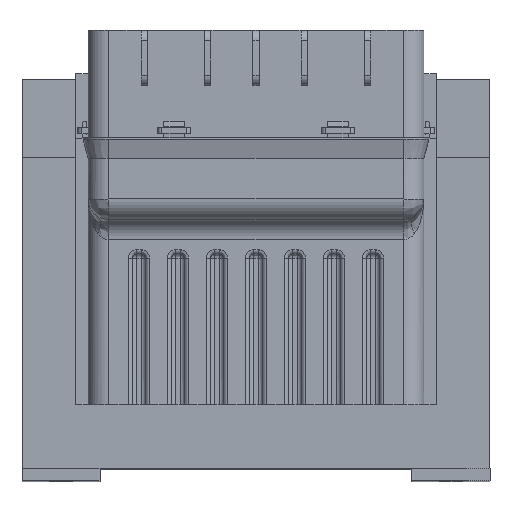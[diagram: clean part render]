
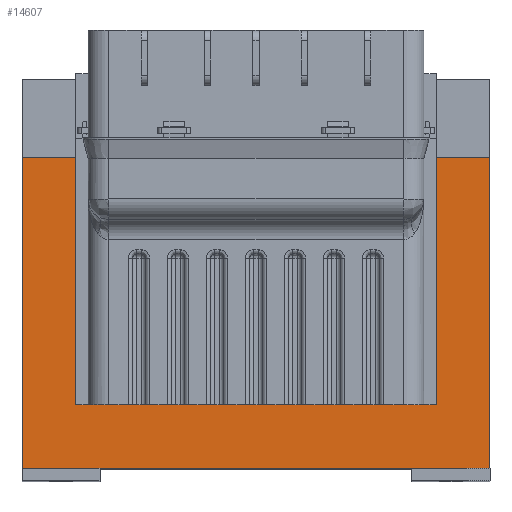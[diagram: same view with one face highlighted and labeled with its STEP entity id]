
A CAD part, top view. The second image highlights one B-rep face of the part: STEP entity #14607.
In plain terms, the highlighted planar face has unit normal (0, 0, 1).
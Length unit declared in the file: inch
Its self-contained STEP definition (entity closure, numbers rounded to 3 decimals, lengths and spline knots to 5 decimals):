
#9 = CARTESIAN_POINT ( 'NONE',  ( -2.24409, -0.74803, 0.7874 ) ) ;
#162 = EDGE_CURVE ( 'NONE', #3795, #5747, #17047, .T. ) ;
#418 = LINE ( 'NONE', #1574, #13134 ) ;
#1574 = CARTESIAN_POINT ( 'NONE',  ( -2.24409, -3.74016, 0.7874 ) ) ;
#1868 = EDGE_CURVE ( 'NONE', #3563, #7580, #7034, .T. ) ;
#1871 = FACE_OUTER_BOUND ( 'NONE', #11224, .T. ) ;
#2119 = CARTESIAN_POINT ( 'NONE',  ( 2.24409, -3.74016, 0.7874 ) ) ;
#3563 = VERTEX_POINT ( 'NONE', #19817 ) ;
#3707 = CARTESIAN_POINT ( 'NONE',  ( -2.24409, -0.74803, 0.7874 ) ) ;
#3795 = VERTEX_POINT ( 'NONE', #9 ) ;
#5747 = VERTEX_POINT ( 'NONE', #10161 ) ;
#5804 = LINE ( 'NONE', #6452, #14134 ) ;
#6447 = DIRECTION ( 'NONE',  ( 0., -1., 0. ) ) ;
#6452 = CARTESIAN_POINT ( 'NONE',  ( -2.24409, -0.74803, 0.7874 ) ) ;
#7034 = LINE ( 'NONE', #19934, #15891 ) ;
#7580 = VERTEX_POINT ( 'NONE', #2119 ) ;
#8773 = DIRECTION ( 'NONE',  ( -1., 0., 0. ) ) ;
#9997 = DIRECTION ( 'NONE',  ( 0., -1., 0. ) ) ;
#10161 = CARTESIAN_POINT ( 'NONE',  ( -2.24409, -3.74016, 0.7874 ) ) ;
#10554 = VECTOR ( 'NONE', #6447, 39.37008 ) ;
#11224 = EDGE_LOOP ( 'NONE', ( #20295, #20099, #15918, #15549 ) ) ;
#11334 = EDGE_CURVE ( 'NONE', #5747, #7580, #418, .T. ) ;
#13134 = VECTOR ( 'NONE', #16439, 39.37008 ) ;
#13999 = AXIS2_PLACEMENT_3D ( 'NONE', #3707, #18704, #8773 ) ;
#14134 = VECTOR ( 'NONE', #19794, 39.37008 ) ;
#14607 = ADVANCED_FACE ( 'NONE', ( #1871 ), #15388, .F. ) ;
#15388 = PLANE ( 'NONE',  #13999 ) ;
#15549 = ORIENTED_EDGE ( 'NONE', *, *, #162, .T. ) ;
#15891 = VECTOR ( 'NONE', #9997, 39.37008 ) ;
#15918 = ORIENTED_EDGE ( 'NONE', *, *, #19669, .F. ) ;
#16439 = DIRECTION ( 'NONE',  ( 1., 0., 0. ) ) ;
#17047 = LINE ( 'NONE', #21312, #10554 ) ;
#18704 = DIRECTION ( 'NONE',  ( 0., 0., -1. ) ) ;
#19669 = EDGE_CURVE ( 'NONE', #3795, #3563, #5804, .T. ) ;
#19794 = DIRECTION ( 'NONE',  ( 1., 0., 0. ) ) ;
#19817 = CARTESIAN_POINT ( 'NONE',  ( 2.24409, -0.74803, 0.7874 ) ) ;
#19934 = CARTESIAN_POINT ( 'NONE',  ( 2.24409, -0.74803, 0.7874 ) ) ;
#20099 = ORIENTED_EDGE ( 'NONE', *, *, #1868, .F. ) ;
#20295 = ORIENTED_EDGE ( 'NONE', *, *, #11334, .T. ) ;
#21312 = CARTESIAN_POINT ( 'NONE',  ( -2.24409, -0.74803, 0.7874 ) ) ;
